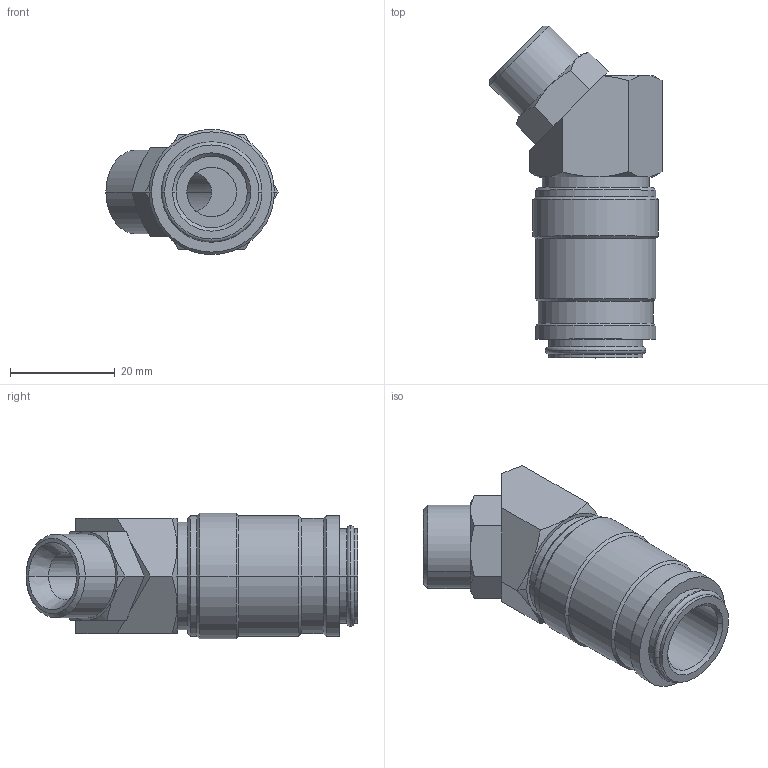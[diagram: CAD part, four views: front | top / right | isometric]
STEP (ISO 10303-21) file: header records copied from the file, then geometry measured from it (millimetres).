
FILE_DESCRIPTION(('STEP AP214'),'1');
FILE_NAME('esd_1615_a-45ab.stp','2020-04-22T06:13:10',('TraceParts'),('TraceParts S.A.'),'Spatial InterOp 3D',' ',' ');
FILE_SCHEMA(('automotive_design'));
Length unit declared in the file: millimetre
Products named in the file (1): 1
Bounding box: 32.93 x 63.48 x 24 mm (x, y, z)
Volume: 17891.3 mm3; surface area: 7483 mm2
Topology: 1 solids, 1 shells, 91 faces, 202 edges, 118 vertices
Faces by surface type: cone 36, plane 27, cylinder 24, torus 4
Entity records: 3372 total; most frequent: CARTESIAN_POINT 658, DIRECTION 434, ORIENTED_EDGE 404, EDGE_CURVE 202, AXIS2_PLACEMENT_3D 174, VERTEX_POINT 118, EDGE_LOOP 98, STYLED_ITEM 91
